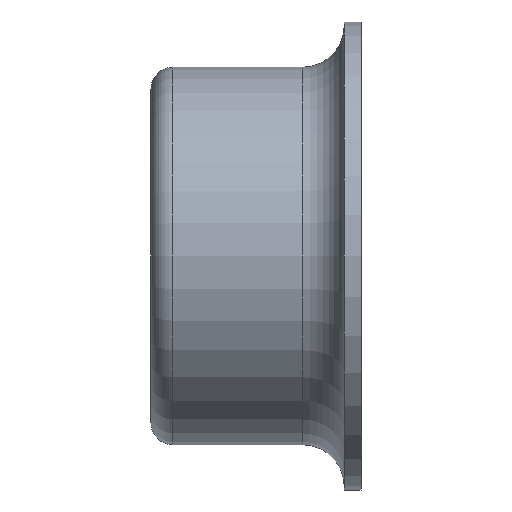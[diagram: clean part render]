
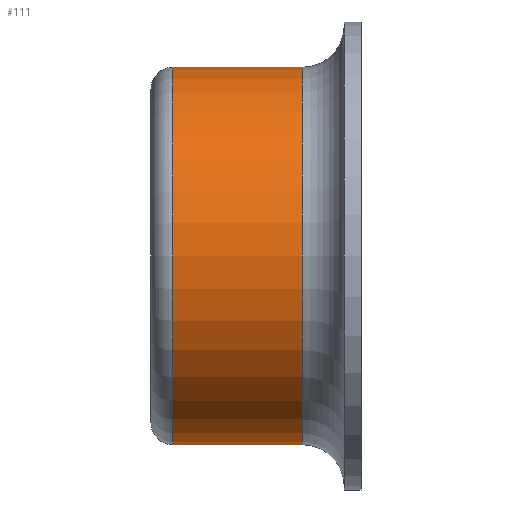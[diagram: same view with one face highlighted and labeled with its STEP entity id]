
A CAD part, left-side view. The second image highlights one B-rep face of the part: STEP entity #111.
In plain terms, the highlighted cylindrical face has radius 2.92 mm (diameter 5.84 mm), a partial arc.
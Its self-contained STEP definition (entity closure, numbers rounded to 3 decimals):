
#2 = CARTESIAN_POINT ( 'NONE',  ( 0., 0.26, 0. ) ) ;
#47 = VECTOR ( 'NONE', #935, 1000. ) ;
#75 = CARTESIAN_POINT ( 'NONE',  ( 0., 2.91, 0. ) ) ;
#86 = DIRECTION ( 'NONE',  ( 0., 0., 1. ) ) ;
#104 = VECTOR ( 'NONE', #696, 1000. ) ;
#111 = ADVANCED_FACE ( 'NONE', ( #472 ), #423, .T. ) ;
#119 = VERTEX_POINT ( 'NONE', #463 ) ;
#130 = EDGE_CURVE ( 'NONE', #119, #514, #301, .T. ) ;
#140 = EDGE_CURVE ( 'NONE', #268, #1000, #256, .T. ) ;
#221 = CIRCLE ( 'NONE', #974, 2.92 ) ;
#255 = CIRCLE ( 'NONE', #924, 2.92 ) ;
#256 = LINE ( 'NONE', #396, #47 ) ;
#268 = VERTEX_POINT ( 'NONE', #336 ) ;
#277 = EDGE_CURVE ( 'NONE', #514, #1000, #255, .T. ) ;
#301 = LINE ( 'NONE', #702, #104 ) ;
#336 = CARTESIAN_POINT ( 'NONE',  ( 0., 0.91, -2.92 ) ) ;
#396 = CARTESIAN_POINT ( 'NONE',  ( 0., 0.26, -2.92 ) ) ;
#423 = CYLINDRICAL_SURFACE ( 'NONE', #615, 2.92 ) ;
#452 = ORIENTED_EDGE ( 'NONE', *, *, #140, .F. ) ;
#463 = CARTESIAN_POINT ( 'NONE',  ( 0., 0.91, 2.92 ) ) ;
#472 = FACE_OUTER_BOUND ( 'NONE', #649, .T. ) ;
#500 = ORIENTED_EDGE ( 'NONE', *, *, #591, .T. ) ;
#508 = CARTESIAN_POINT ( 'NONE',  ( 0., 2.91, 2.92 ) ) ;
#514 = VERTEX_POINT ( 'NONE', #508 ) ;
#550 = DIRECTION ( 'NONE',  ( 0., 0., 1. ) ) ;
#571 = ORIENTED_EDGE ( 'NONE', *, *, #130, .T. ) ;
#591 = EDGE_CURVE ( 'NONE', #268, #119, #221, .T. ) ;
#593 = DIRECTION ( 'NONE',  ( 0., 1., 0. ) ) ;
#615 = AXIS2_PLACEMENT_3D ( 'NONE', #2, #852, #550 ) ;
#649 = EDGE_LOOP ( 'NONE', ( #452, #500, #571, #693 ) ) ;
#693 = ORIENTED_EDGE ( 'NONE', *, *, #277, .T. ) ;
#696 = DIRECTION ( 'NONE',  ( 0., 1., 0. ) ) ;
#702 = CARTESIAN_POINT ( 'NONE',  ( 0., 0.26, 2.92 ) ) ;
#783 = CARTESIAN_POINT ( 'NONE',  ( 0., 2.91, -2.92 ) ) ;
#852 = DIRECTION ( 'NONE',  ( 0., 1., 0. ) ) ;
#905 = DIRECTION ( 'NONE',  ( 0., 0., 1. ) ) ;
#912 = CARTESIAN_POINT ( 'NONE',  ( 0., 0.91, 0. ) ) ;
#924 = AXIS2_PLACEMENT_3D ( 'NONE', #75, #926, #86 ) ;
#926 = DIRECTION ( 'NONE',  ( 0., -1., 0. ) ) ;
#935 = DIRECTION ( 'NONE',  ( 0., 1., 0. ) ) ;
#974 = AXIS2_PLACEMENT_3D ( 'NONE', #912, #593, #905 ) ;
#1000 = VERTEX_POINT ( 'NONE', #783 ) ;
